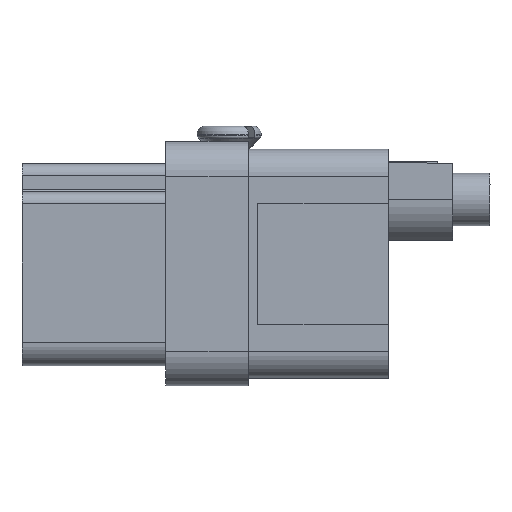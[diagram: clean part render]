
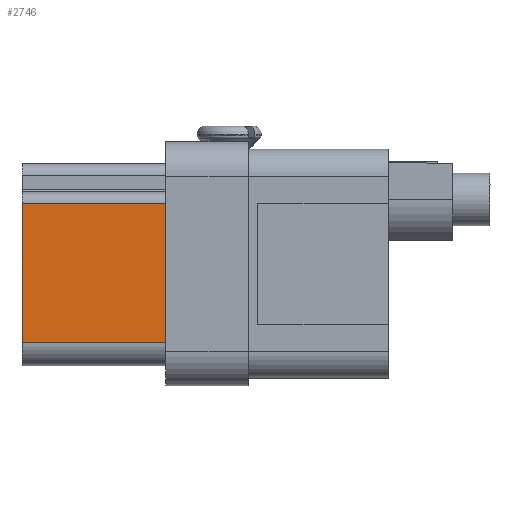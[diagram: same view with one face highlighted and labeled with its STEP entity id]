
A CAD part, left-side view. The second image highlights one B-rep face of the part: STEP entity #2746.
In plain terms, the highlighted planar face has unit normal (-1, 0, 0).
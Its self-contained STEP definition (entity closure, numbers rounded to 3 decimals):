
#2746=ADVANCED_FACE('',(#3471),#3143,.T.);
#3143=PLANE('',#10272);
#3471=FACE_OUTER_BOUND('',#3838,.T.);
#3838=EDGE_LOOP('',(#4985,#4986,#4987,#4988));
#4985=ORIENTED_EDGE('',*,*,#7492,.T.);
#4986=ORIENTED_EDGE('',*,*,#7495,.T.);
#4987=ORIENTED_EDGE('',*,*,#7496,.T.);
#4988=ORIENTED_EDGE('',*,*,#7497,.F.);
#6616=VERTEX_POINT('',#14186);
#6617=VERTEX_POINT('',#14187);
#6618=VERTEX_POINT('',#14192);
#6619=VERTEX_POINT('',#14194);
#7492=EDGE_CURVE('',#6616,#6617,#8486,.T.);
#7495=EDGE_CURVE('',#6617,#6618,#8487,.T.);
#7496=EDGE_CURVE('',#6618,#6619,#8488,.T.);
#7497=EDGE_CURVE('',#6616,#6619,#8489,.T.);
#8486=LINE('',#14185,#9295);
#8487=LINE('',#14191,#9296);
#8488=LINE('',#14193,#9297);
#8489=LINE('',#14195,#9298);
#9295=VECTOR('',#11510,1.);
#9296=VECTOR('',#11517,1.);
#9297=VECTOR('',#11518,1.);
#9298=VECTOR('',#11519,1.);
#10272=AXIS2_PLACEMENT_3D('',#14196,#11520,#11521);
#11510=DIRECTION('',(0.,1.,0.));
#11517=DIRECTION('',(0.,0.,-1.));
#11518=DIRECTION('',(0.,-1.,0.));
#11519=DIRECTION('',(0.,0.,-1.));
#11520=DIRECTION('',(-1.,0.,0.));
#11521=DIRECTION('',(0.,0.,1.));
#14185=CARTESIAN_POINT('',(-8.95,0.8,5.15));
#14186=CARTESIAN_POINT('',(-8.95,0.8,5.15));
#14187=CARTESIAN_POINT('',(-8.95,13.1,5.15));
#14191=CARTESIAN_POINT('',(-8.95,13.1,5.15));
#14192=CARTESIAN_POINT('',(-8.95,13.1,-6.75));
#14193=CARTESIAN_POINT('',(-8.95,13.1,-6.75));
#14194=CARTESIAN_POINT('',(-8.95,0.8,-6.75));
#14195=CARTESIAN_POINT('',(-8.95,0.8,5.15));
#14196=CARTESIAN_POINT('',(-8.95,0.8,-6.75));
